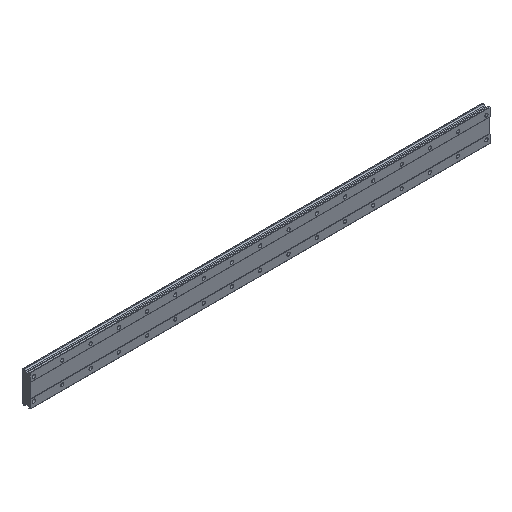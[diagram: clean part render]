
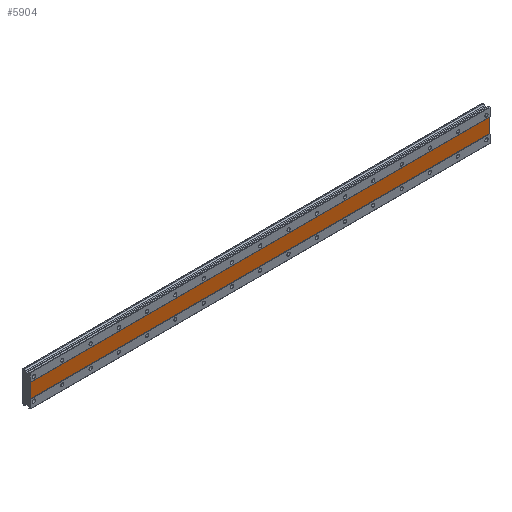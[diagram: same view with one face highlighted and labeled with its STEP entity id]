
A CAD part, isometric view. The second image highlights one B-rep face of the part: STEP entity #5904.
In plain terms, the highlighted planar face has unit normal (0, -1, 0).
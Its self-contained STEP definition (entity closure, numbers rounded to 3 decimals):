
#151 = CARTESIAN_POINT ( 'NONE',  ( 1290., 1., -20. ) ) ;
#239 = DIRECTION ( 'NONE',  ( 0., 0., 1. ) ) ;
#268 = ORIENTED_EDGE ( 'NONE', *, *, #4465, .F. ) ;
#775 = CARTESIAN_POINT ( 'NONE',  ( 1290., 1., -20. ) ) ;
#996 = VECTOR ( 'NONE', #1198, 1000. ) ;
#1198 = DIRECTION ( 'NONE',  ( 0., 0., -1. ) ) ;
#1250 = AXIS2_PLACEMENT_3D ( 'NONE', #2862, #3815, #2737 ) ;
#1465 = EDGE_CURVE ( 'NONE', #2519, #2428, #4130, .T. ) ;
#2007 = ORIENTED_EDGE ( 'NONE', *, *, #2698, .F. ) ;
#2077 = CARTESIAN_POINT ( 'NONE',  ( -10., 1., -20. ) ) ;
#2113 = EDGE_CURVE ( 'NONE', #2428, #4484, #2621, .T. ) ;
#2157 = CARTESIAN_POINT ( 'NONE',  ( -10., 1., 20. ) ) ;
#2306 = VERTEX_POINT ( 'NONE', #5664 ) ;
#2428 = VERTEX_POINT ( 'NONE', #2077 ) ;
#2519 = VERTEX_POINT ( 'NONE', #151 ) ;
#2597 = LINE ( 'NONE', #4538, #2785 ) ;
#2621 = LINE ( 'NONE', #2157, #6035 ) ;
#2626 = LINE ( 'NONE', #4567, #996 ) ;
#2698 = EDGE_CURVE ( 'NONE', #2306, #2519, #2626, .T. ) ;
#2737 = DIRECTION ( 'NONE',  ( 0., 0., 1. ) ) ;
#2785 = VECTOR ( 'NONE', #3640, 1000. ) ;
#2862 = CARTESIAN_POINT ( 'NONE',  ( 1290., 1., 20. ) ) ;
#3573 = CARTESIAN_POINT ( 'NONE',  ( -10., 1., 20. ) ) ;
#3640 = DIRECTION ( 'NONE',  ( 1., 0., 0. ) ) ;
#3750 = FACE_OUTER_BOUND ( 'NONE', #4070, .T. ) ;
#3815 = DIRECTION ( 'NONE',  ( 0., 1., 0. ) ) ;
#4070 = EDGE_LOOP ( 'NONE', ( #6262, #2007, #268, #5496 ) ) ;
#4130 = LINE ( 'NONE', #775, #4246 ) ;
#4246 = VECTOR ( 'NONE', #5234, 1000. ) ;
#4465 = EDGE_CURVE ( 'NONE', #4484, #2306, #2597, .T. ) ;
#4484 = VERTEX_POINT ( 'NONE', #3573 ) ;
#4538 = CARTESIAN_POINT ( 'NONE',  ( 1290., 1., 20. ) ) ;
#4567 = CARTESIAN_POINT ( 'NONE',  ( 1290., 1., 20. ) ) ;
#4705 = PLANE ( 'NONE',  #1250 ) ;
#5234 = DIRECTION ( 'NONE',  ( -1., 0., 0. ) ) ;
#5496 = ORIENTED_EDGE ( 'NONE', *, *, #2113, .F. ) ;
#5664 = CARTESIAN_POINT ( 'NONE',  ( 1290., 1., 20. ) ) ;
#5904 = ADVANCED_FACE ( 'NONE', ( #3750 ), #4705, .F. ) ;
#6035 = VECTOR ( 'NONE', #239, 1000. ) ;
#6262 = ORIENTED_EDGE ( 'NONE', *, *, #1465, .F. ) ;
